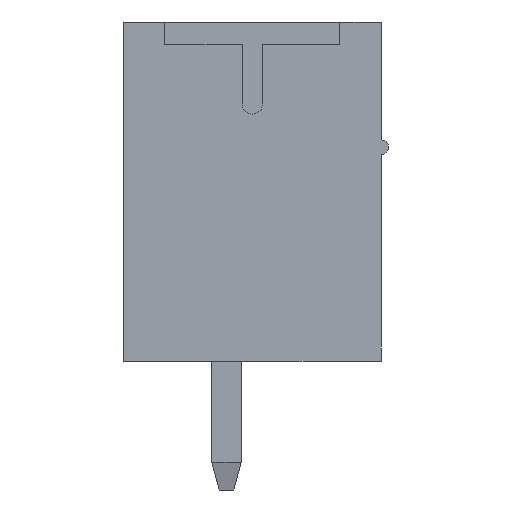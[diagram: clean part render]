
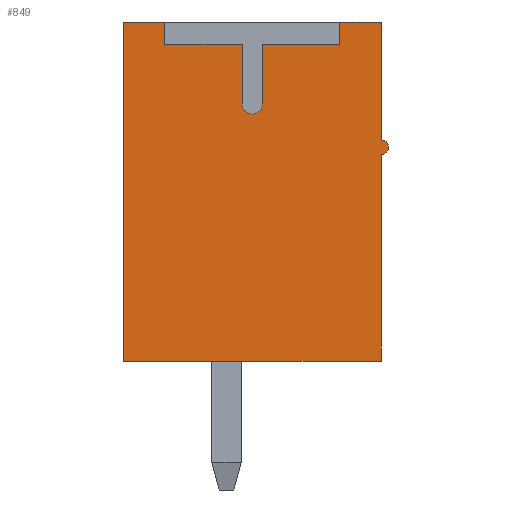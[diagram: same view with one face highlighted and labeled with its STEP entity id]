
A CAD part, left-side view. The second image highlights one B-rep face of the part: STEP entity #849.
In plain terms, the highlighted planar face has unit normal (-1, 0, 0).
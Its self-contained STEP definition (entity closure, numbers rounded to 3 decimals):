
#849 = ADVANCED_FACE( '', ( #2040 ), #2041, .F. );
#2040 = FACE_OUTER_BOUND( '', #3642, .T. );
#2041 = PLANE( '', #3643 );
#3642 = EDGE_LOOP( '', ( #5751, #5752, #5753, #5754, #5755, #5756, #5757, #5758, #5759, #5760, #5761, #5762, #5763, #5764 ) );
#3643 = AXIS2_PLACEMENT_3D( '', #5765, #5766, #5767 );
#5751 = ORIENTED_EDGE( '', *, *, #10345, .T. );
#5752 = ORIENTED_EDGE( '', *, *, #10346, .T. );
#5753 = ORIENTED_EDGE( '', *, *, #10347, .T. );
#5754 = ORIENTED_EDGE( '', *, *, #10348, .T. );
#5755 = ORIENTED_EDGE( '', *, *, #10349, .T. );
#5756 = ORIENTED_EDGE( '', *, *, #10350, .T. );
#5757 = ORIENTED_EDGE( '', *, *, #9944, .T. );
#5758 = ORIENTED_EDGE( '', *, *, #10351, .T. );
#5759 = ORIENTED_EDGE( '', *, *, #9949, .T. );
#5760 = ORIENTED_EDGE( '', *, *, #10352, .T. );
#5761 = ORIENTED_EDGE( '', *, *, #10353, .T. );
#5762 = ORIENTED_EDGE( '', *, *, #10354, .T. );
#5763 = ORIENTED_EDGE( '', *, *, #10206, .T. );
#5764 = ORIENTED_EDGE( '', *, *, #10355, .T. );
#5765 = CARTESIAN_POINT( '', ( -21.4, 0., 2.375 ) );
#5766 = DIRECTION( '', ( 1., 0., 0. ) );
#5767 = DIRECTION( '', ( 0., 0., -1. ) );
#9944 = EDGE_CURVE( '', #11964, #11962, #11965, .T. );
#9949 = EDGE_CURVE( '', #11973, #11971, #11974, .T. );
#10206 = EDGE_CURVE( '', #12427, #12428, #12429, .T. );
#10345 = EDGE_CURVE( '', #12665, #12666, #12667, .T. );
#10346 = EDGE_CURVE( '', #12666, #12668, #12669, .T. );
#10347 = EDGE_CURVE( '', #12668, #12670, #12671, .T. );
#10348 = EDGE_CURVE( '', #12670, #12672, #12673, .T. );
#10349 = EDGE_CURVE( '', #12672, #12674, #12675, .T. );
#10350 = EDGE_CURVE( '', #12674, #11964, #12676, .T. );
#10351 = EDGE_CURVE( '', #11962, #11973, #12677, .T. );
#10352 = EDGE_CURVE( '', #11971, #12678, #12679, .T. );
#10353 = EDGE_CURVE( '', #12678, #12680, #12681, .T. );
#10354 = EDGE_CURVE( '', #12680, #12427, #12682, .T. );
#10355 = EDGE_CURVE( '', #12428, #12665, #12683, .F. );
#11962 = VERTEX_POINT( '', #14929 );
#11964 = VERTEX_POINT( '', #14932 );
#11965 = LINE( '', #14933, #14934 );
#11971 = VERTEX_POINT( '', #14942 );
#11973 = VERTEX_POINT( '', #14945 );
#11974 = LINE( '', #14946, #14947 );
#12427 = VERTEX_POINT( '', #15598 );
#12428 = VERTEX_POINT( '', #15599 );
#12429 = LINE( '', #15600, #15601 );
#12665 = VERTEX_POINT( '', #15940 );
#12666 = VERTEX_POINT( '', #15941 );
#12667 = LINE( '', #15942, #15943 );
#12668 = VERTEX_POINT( '', #15944 );
#12669 = LINE( '', #15945, #15946 );
#12670 = VERTEX_POINT( '', #15947 );
#12671 = LINE( '', #15948, #15949 );
#12672 = VERTEX_POINT( '', #15950 );
#12673 = LINE( '', #15951, #15952 );
#12674 = VERTEX_POINT( '', #15953 );
#12675 = LINE( '', #15954, #15955 );
#12676 = CIRCLE( '', #15956, 0.275 );
#12677 = LINE( '', #15957, #15958 );
#12678 = VERTEX_POINT( '', #15959 );
#12679 = LINE( '', #15960, #15961 );
#12680 = VERTEX_POINT( '', #15962 );
#12681 = LINE( '', #15963, #15964 );
#12682 = LINE( '', #15965, #15966 );
#12683 = CIRCLE( '', #15967, 0.2 );
#14929 = CARTESIAN_POINT( '', ( -21.4, 0.275, 4. ) );
#14932 = CARTESIAN_POINT( '', ( -21.4, 0.275, 2.375 ) );
#14933 = CARTESIAN_POINT( '', ( -21.4, 0.275, 2.375 ) );
#14934 = VECTOR( '', #18983, 1000. );
#14942 = CARTESIAN_POINT( '', ( -21.4, 2.375, 4.6 ) );
#14945 = CARTESIAN_POINT( '', ( -21.4, 2.375, 4. ) );
#14946 = CARTESIAN_POINT( '', ( -21.4, 2.375, 4. ) );
#14947 = VECTOR( '', #18987, 1000. );
#15598 = CARTESIAN_POINT( '', ( -21.4, -3.5, -4.6 ) );
#15599 = CARTESIAN_POINT( '', ( -21.4, -3.5, 1. ) );
#15600 = CARTESIAN_POINT( '', ( -21.4, -3.5, -4.6 ) );
#15601 = VECTOR( '', #19228, 1000. );
#15940 = CARTESIAN_POINT( '', ( -21.4, -3.5, 1.4 ) );
#15941 = CARTESIAN_POINT( '', ( -21.4, -3.5, 4.6 ) );
#15942 = CARTESIAN_POINT( '', ( -21.4, -3.5, 1.4 ) );
#15943 = VECTOR( '', #19353, 1000. );
#15944 = CARTESIAN_POINT( '', ( -21.4, -2.375, 4.6 ) );
#15945 = CARTESIAN_POINT( '', ( -21.4, -3.871, 4.6 ) );
#15946 = VECTOR( '', #19354, 1000. );
#15947 = CARTESIAN_POINT( '', ( -21.4, -2.375, 4. ) );
#15948 = CARTESIAN_POINT( '', ( -21.4, -2.375, 4.6 ) );
#15949 = VECTOR( '', #19355, 1000. );
#15950 = CARTESIAN_POINT( '', ( -21.4, -0.275, 4. ) );
#15951 = CARTESIAN_POINT( '', ( -21.4, -2.375, 4. ) );
#15952 = VECTOR( '', #19356, 1000. );
#15953 = CARTESIAN_POINT( '', ( -21.4, -0.275, 2.375 ) );
#15954 = CARTESIAN_POINT( '', ( -21.4, -0.275, 4. ) );
#15955 = VECTOR( '', #19357, 1000. );
#15956 = AXIS2_PLACEMENT_3D( '', #19358, #19359, #19360 );
#15957 = CARTESIAN_POINT( '', ( -21.4, 0.275, 4. ) );
#15958 = VECTOR( '', #19361, 1000. );
#15959 = CARTESIAN_POINT( '', ( -21.4, 3.5, 4.6 ) );
#15960 = CARTESIAN_POINT( '', ( -21.4, 2.375, 4.6 ) );
#15961 = VECTOR( '', #19362, 1000. );
#15962 = CARTESIAN_POINT( '', ( -21.4, 3.5, -4.6 ) );
#15963 = CARTESIAN_POINT( '', ( -21.4, 3.5, 4.6 ) );
#15964 = VECTOR( '', #19363, 1000. );
#15965 = CARTESIAN_POINT( '', ( -21.4, 3.5, -4.6 ) );
#15966 = VECTOR( '', #19364, 1000. );
#15967 = AXIS2_PLACEMENT_3D( '', #19365, #19366, #19367 );
#18983 = DIRECTION( '', ( 0., 0., 1. ) );
#18987 = DIRECTION( '', ( 0., 0., 1. ) );
#19228 = DIRECTION( '', ( 0., 0., 1. ) );
#19353 = DIRECTION( '', ( 0., 0., 1. ) );
#19354 = DIRECTION( '', ( 0., 1., 0. ) );
#19355 = DIRECTION( '', ( 0., 0., -1. ) );
#19356 = DIRECTION( '', ( 0., 1., 0. ) );
#19357 = DIRECTION( '', ( 0., 0., -1. ) );
#19358 = CARTESIAN_POINT( '', ( -21.4, 0., 2.375 ) );
#19359 = DIRECTION( '', ( 1., 0., 0. ) );
#19360 = DIRECTION( '', ( 0., -1., 0. ) );
#19361 = DIRECTION( '', ( 0., 1., 0. ) );
#19362 = DIRECTION( '', ( 0., 1., 0. ) );
#19363 = DIRECTION( '', ( 0., 0., -1. ) );
#19364 = DIRECTION( '', ( 0., -1., 0. ) );
#19365 = CARTESIAN_POINT( '', ( -21.4, -3.5, 1.2 ) );
#19366 = DIRECTION( '', ( 1., 0., 0. ) );
#19367 = DIRECTION( '', ( 0., 0., -1. ) );
